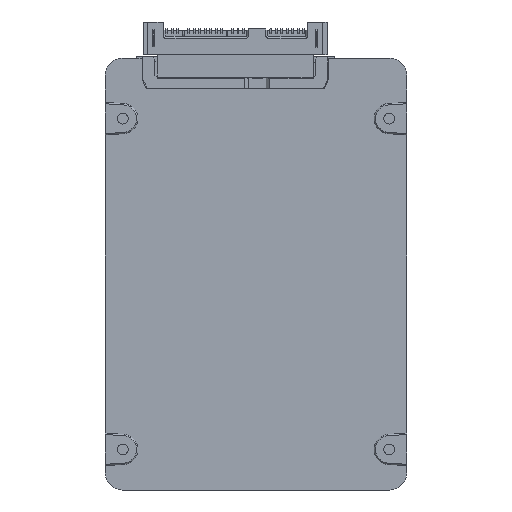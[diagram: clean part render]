
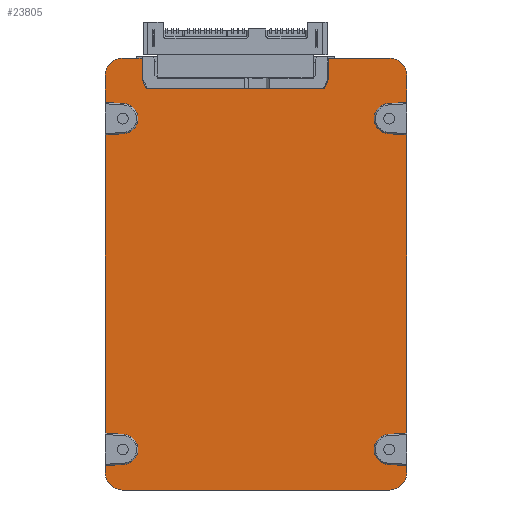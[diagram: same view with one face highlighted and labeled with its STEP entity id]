
A CAD part, front view. The second image highlights one B-rep face of the part: STEP entity #23805.
In plain terms, the highlighted planar face has unit normal (0, -1, 0).
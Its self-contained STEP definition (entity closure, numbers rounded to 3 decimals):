
#22654 = VERTEX_POINT('',#22655);
#22655 = CARTESIAN_POINT('',(30.925,-3.2,-50.));
#22669 = VERTEX_POINT('',#22670);
#22670 = CARTESIAN_POINT('',(34.925,-3.2,-46.));
#22676 = EDGE_CURVE('',#22654,#22669,#22677,.T.);
#22677 = CIRCLE('',#22678,4.);
#22678 = AXIS2_PLACEMENT_3D('',#22679,#22680,#22681);
#22679 = CARTESIAN_POINT('',(30.925,-3.2,-46.));
#22680 = DIRECTION('',(0.,-1.,0.));
#22681 = DIRECTION('',(0.,0.,-1.));
#22694 = VERTEX_POINT('',#22695);
#22695 = CARTESIAN_POINT('',(-30.925,-3.2,-50.));
#22708 = EDGE_CURVE('',#22694,#22654,#22709,.T.);
#22709 = LINE('',#22710,#22711);
#22710 = CARTESIAN_POINT('',(-30.925,-3.2,-50.));
#22711 = VECTOR('',#22712,1.);
#22712 = DIRECTION('',(1.,0.,0.));
#22725 = VERTEX_POINT('',#22726);
#22726 = CARTESIAN_POINT('',(-34.925,-3.2,-46.));
#22740 = EDGE_CURVE('',#22725,#22694,#22741,.T.);
#22741 = CIRCLE('',#22742,4.);
#22742 = AXIS2_PLACEMENT_3D('',#22743,#22744,#22745);
#22743 = CARTESIAN_POINT('',(-30.925,-3.2,-46.));
#22744 = DIRECTION('',(0.,-1.,0.));
#22745 = DIRECTION('',(0.,0.,-1.));
#22758 = VERTEX_POINT('',#22759);
#22759 = CARTESIAN_POINT('',(-34.925,-3.2,46.));
#22772 = EDGE_CURVE('',#22773,#22725,#22775,.T.);
#22773 = VERTEX_POINT('',#22774);
#22774 = CARTESIAN_POINT('',(-34.925,-3.2,-44.35));
#22775 = LINE('',#22776,#22777);
#22776 = CARTESIAN_POINT('',(-34.925,-3.2,46.));
#22777 = VECTOR('',#22778,1.);
#22778 = DIRECTION('',(0.,0.,-1.));
#22797 = VERTEX_POINT('',#22798);
#22798 = CARTESIAN_POINT('',(-34.925,-3.2,-36.85));
#22804 = EDGE_CURVE('',#22805,#22797,#22807,.T.);
#22805 = VERTEX_POINT('',#22806);
#22806 = CARTESIAN_POINT('',(-34.925,-3.2,32.25));
#22807 = LINE('',#22808,#22809);
#22808 = CARTESIAN_POINT('',(-34.925,-3.2,46.));
#22809 = VECTOR('',#22810,1.);
#22810 = DIRECTION('',(0.,0.,-1.));
#22829 = VERTEX_POINT('',#22830);
#22830 = CARTESIAN_POINT('',(-34.925,-3.2,39.75));
#22836 = EDGE_CURVE('',#22758,#22829,#22837,.T.);
#22837 = LINE('',#22838,#22839);
#22838 = CARTESIAN_POINT('',(-34.925,-3.2,46.));
#22839 = VECTOR('',#22840,1.);
#22840 = DIRECTION('',(0.,0.,-1.));
#22873 = VERTEX_POINT('',#22874);
#22874 = CARTESIAN_POINT('',(-30.925,-3.2,50.));
#22888 = EDGE_CURVE('',#22873,#22758,#22889,.T.);
#22889 = CIRCLE('',#22890,4.);
#22890 = AXIS2_PLACEMENT_3D('',#22891,#22892,#22893);
#22891 = CARTESIAN_POINT('',(-30.925,-3.2,46.));
#22892 = DIRECTION('',(0.,-1.,0.));
#22893 = DIRECTION('',(0.,0.,-1.));
#22914 = VERTEX_POINT('',#22915);
#22915 = CARTESIAN_POINT('',(16.78,-3.2,50.));
#22921 = EDGE_CURVE('',#22922,#22914,#22924,.T.);
#22922 = VERTEX_POINT('',#22923);
#22923 = CARTESIAN_POINT('',(30.925,-3.2,50.));
#22924 = LINE('',#22925,#22926);
#22925 = CARTESIAN_POINT('',(-30.925,-3.2,50.));
#22926 = VECTOR('',#22927,1.);
#22927 = DIRECTION('',(-1.,0.,0.));
#22944 = EDGE_CURVE('',#22945,#22873,#22947,.T.);
#22945 = VERTEX_POINT('',#22946);
#22946 = CARTESIAN_POINT('',(-26.38,-3.2,50.));
#22947 = LINE('',#22948,#22949);
#22948 = CARTESIAN_POINT('',(-30.925,-3.2,50.));
#22949 = VECTOR('',#22950,1.);
#22950 = DIRECTION('',(-1.,0.,0.));
#22999 = VERTEX_POINT('',#23000);
#23000 = CARTESIAN_POINT('',(34.925,-3.2,46.));
#23014 = EDGE_CURVE('',#22999,#22922,#23015,.T.);
#23015 = CIRCLE('',#23016,4.);
#23016 = AXIS2_PLACEMENT_3D('',#23017,#23018,#23019);
#23017 = CARTESIAN_POINT('',(30.925,-3.2,46.));
#23018 = DIRECTION('',(0.,-1.,0.));
#23019 = DIRECTION('',(0.,0.,-1.));
#23032 = EDGE_CURVE('',#23033,#22999,#23035,.T.);
#23033 = VERTEX_POINT('',#23034);
#23034 = CARTESIAN_POINT('',(34.925,-3.2,39.75));
#23035 = LINE('',#23036,#23037);
#23036 = CARTESIAN_POINT('',(34.925,-3.2,46.));
#23037 = VECTOR('',#23038,1.);
#23038 = DIRECTION('',(0.,0.,1.));
#23057 = VERTEX_POINT('',#23058);
#23058 = CARTESIAN_POINT('',(34.925,-3.2,32.25));
#23064 = EDGE_CURVE('',#23065,#23057,#23067,.T.);
#23065 = VERTEX_POINT('',#23066);
#23066 = CARTESIAN_POINT('',(34.925,-3.2,-36.85));
#23067 = LINE('',#23068,#23069);
#23068 = CARTESIAN_POINT('',(34.925,-3.2,46.));
#23069 = VECTOR('',#23070,1.);
#23070 = DIRECTION('',(0.,0.,1.));
#23089 = VERTEX_POINT('',#23090);
#23090 = CARTESIAN_POINT('',(34.925,-3.2,-44.35));
#23096 = EDGE_CURVE('',#22669,#23089,#23097,.T.);
#23097 = LINE('',#23098,#23099);
#23098 = CARTESIAN_POINT('',(34.925,-3.2,46.));
#23099 = VECTOR('',#23100,1.);
#23100 = DIRECTION('',(0.,0.,1.));
#23805 = ADVANCED_FACE('',(#23806),#23951,.T.);
#23806 = FACE_BOUND('',#23807,.T.);
#23807 = EDGE_LOOP('',(#23808,#23818,#23824,#23825,#23826,#23827,#23835,
    #23844,#23850,#23851,#23859,#23868,#23874,#23875,#23876,#23877,
    #23878,#23879,#23887,#23896,#23902,#23903,#23911,#23920,#23926,
    #23927,#23928,#23929,#23937,#23945));
#23808 = ORIENTED_EDGE('',*,*,#23809,.F.);
#23809 = EDGE_CURVE('',#23810,#23812,#23814,.T.);
#23810 = VERTEX_POINT('',#23811);
#23811 = CARTESIAN_POINT('',(-26.38,-3.2,45.));
#23812 = VERTEX_POINT('',#23813);
#23813 = CARTESIAN_POINT('',(-25.424,-3.2,42.95));
#23814 = LINE('',#23815,#23816);
#23815 = CARTESIAN_POINT('',(-26.38,-3.2,45.));
#23816 = VECTOR('',#23817,1.);
#23817 = DIRECTION('',(0.423,0.,-0.906));
#23818 = ORIENTED_EDGE('',*,*,#23819,.F.);
#23819 = EDGE_CURVE('',#22945,#23810,#23820,.T.);
#23820 = LINE('',#23821,#23822);
#23821 = CARTESIAN_POINT('',(-26.38,-3.2,0.));
#23822 = VECTOR('',#23823,1.);
#23823 = DIRECTION('',(0.,0.,-1.));
#23824 = ORIENTED_EDGE('',*,*,#22944,.T.);
#23825 = ORIENTED_EDGE('',*,*,#22888,.T.);
#23826 = ORIENTED_EDGE('',*,*,#22836,.T.);
#23827 = ORIENTED_EDGE('',*,*,#23828,.F.);
#23828 = EDGE_CURVE('',#23829,#22829,#23831,.T.);
#23829 = VERTEX_POINT('',#23830);
#23830 = CARTESIAN_POINT('',(-30.651,-3.2,39.494));
#23831 = LINE('',#23832,#23833);
#23832 = CARTESIAN_POINT('',(-30.651,-3.2,39.494));
#23833 = VECTOR('',#23834,1.);
#23834 = DIRECTION('',(-0.998,0.,0.06));
#23835 = ORIENTED_EDGE('',*,*,#23836,.F.);
#23836 = EDGE_CURVE('',#23837,#23829,#23839,.T.);
#23837 = VERTEX_POINT('',#23838);
#23838 = CARTESIAN_POINT('',(-30.651,-3.2,32.506));
#23839 = CIRCLE('',#23840,3.5);
#23840 = AXIS2_PLACEMENT_3D('',#23841,#23842,#23843);
#23841 = CARTESIAN_POINT('',(-30.86,-3.2,36.));
#23842 = DIRECTION('',(0.,-1.,0.));
#23843 = DIRECTION('',(0.,0.,1.));
#23844 = ORIENTED_EDGE('',*,*,#23845,.F.);
#23845 = EDGE_CURVE('',#22805,#23837,#23846,.T.);
#23846 = LINE('',#23847,#23848);
#23847 = CARTESIAN_POINT('',(-30.651,-3.2,32.506));
#23848 = VECTOR('',#23849,1.);
#23849 = DIRECTION('',(0.998,0.,0.06));
#23850 = ORIENTED_EDGE('',*,*,#22804,.T.);
#23851 = ORIENTED_EDGE('',*,*,#23852,.F.);
#23852 = EDGE_CURVE('',#23853,#22797,#23855,.T.);
#23853 = VERTEX_POINT('',#23854);
#23854 = CARTESIAN_POINT('',(-30.651,-3.2,-37.106));
#23855 = LINE('',#23856,#23857);
#23856 = CARTESIAN_POINT('',(-30.651,-3.2,-37.106));
#23857 = VECTOR('',#23858,1.);
#23858 = DIRECTION('',(-0.998,0.,0.06));
#23859 = ORIENTED_EDGE('',*,*,#23860,.F.);
#23860 = EDGE_CURVE('',#23861,#23853,#23863,.T.);
#23861 = VERTEX_POINT('',#23862);
#23862 = CARTESIAN_POINT('',(-30.651,-3.2,-44.094));
#23863 = CIRCLE('',#23864,3.5);
#23864 = AXIS2_PLACEMENT_3D('',#23865,#23866,#23867);
#23865 = CARTESIAN_POINT('',(-30.86,-3.2,-40.6));
#23866 = DIRECTION('',(0.,-1.,0.));
#23867 = DIRECTION('',(0.,0.,-1.));
#23868 = ORIENTED_EDGE('',*,*,#23869,.F.);
#23869 = EDGE_CURVE('',#22773,#23861,#23870,.T.);
#23870 = LINE('',#23871,#23872);
#23871 = CARTESIAN_POINT('',(-30.651,-3.2,-44.094));
#23872 = VECTOR('',#23873,1.);
#23873 = DIRECTION('',(0.998,0.,0.06));
#23874 = ORIENTED_EDGE('',*,*,#22772,.T.);
#23875 = ORIENTED_EDGE('',*,*,#22740,.T.);
#23876 = ORIENTED_EDGE('',*,*,#22708,.T.);
#23877 = ORIENTED_EDGE('',*,*,#22676,.T.);
#23878 = ORIENTED_EDGE('',*,*,#23096,.T.);
#23879 = ORIENTED_EDGE('',*,*,#23880,.F.);
#23880 = EDGE_CURVE('',#23881,#23089,#23883,.T.);
#23881 = VERTEX_POINT('',#23882);
#23882 = CARTESIAN_POINT('',(30.651,-3.2,-44.094));
#23883 = LINE('',#23884,#23885);
#23884 = CARTESIAN_POINT('',(30.651,-3.2,-44.094));
#23885 = VECTOR('',#23886,1.);
#23886 = DIRECTION('',(0.998,0.,-0.06));
#23887 = ORIENTED_EDGE('',*,*,#23888,.F.);
#23888 = EDGE_CURVE('',#23889,#23881,#23891,.T.);
#23889 = VERTEX_POINT('',#23890);
#23890 = CARTESIAN_POINT('',(30.651,-3.2,-37.106));
#23891 = CIRCLE('',#23892,3.5);
#23892 = AXIS2_PLACEMENT_3D('',#23893,#23894,#23895);
#23893 = CARTESIAN_POINT('',(30.86,-3.2,-40.6));
#23894 = DIRECTION('',(0.,-1.,0.));
#23895 = DIRECTION('',(0.,0.,1.));
#23896 = ORIENTED_EDGE('',*,*,#23897,.F.);
#23897 = EDGE_CURVE('',#23065,#23889,#23898,.T.);
#23898 = LINE('',#23899,#23900);
#23899 = CARTESIAN_POINT('',(30.651,-3.2,-37.106));
#23900 = VECTOR('',#23901,1.);
#23901 = DIRECTION('',(-0.998,0.,-0.06));
#23902 = ORIENTED_EDGE('',*,*,#23064,.T.);
#23903 = ORIENTED_EDGE('',*,*,#23904,.F.);
#23904 = EDGE_CURVE('',#23905,#23057,#23907,.T.);
#23905 = VERTEX_POINT('',#23906);
#23906 = CARTESIAN_POINT('',(30.651,-3.2,32.506));
#23907 = LINE('',#23908,#23909);
#23908 = CARTESIAN_POINT('',(30.651,-3.2,32.506));
#23909 = VECTOR('',#23910,1.);
#23910 = DIRECTION('',(0.998,0.,-0.06));
#23911 = ORIENTED_EDGE('',*,*,#23912,.F.);
#23912 = EDGE_CURVE('',#23913,#23905,#23915,.T.);
#23913 = VERTEX_POINT('',#23914);
#23914 = CARTESIAN_POINT('',(30.651,-3.2,39.494));
#23915 = CIRCLE('',#23916,3.5);
#23916 = AXIS2_PLACEMENT_3D('',#23917,#23918,#23919);
#23917 = CARTESIAN_POINT('',(30.86,-3.2,36.));
#23918 = DIRECTION('',(0.,-1.,0.));
#23919 = DIRECTION('',(0.,0.,-1.));
#23920 = ORIENTED_EDGE('',*,*,#23921,.F.);
#23921 = EDGE_CURVE('',#23033,#23913,#23922,.T.);
#23922 = LINE('',#23923,#23924);
#23923 = CARTESIAN_POINT('',(30.651,-3.2,39.494));
#23924 = VECTOR('',#23925,1.);
#23925 = DIRECTION('',(-0.998,0.,-0.06));
#23926 = ORIENTED_EDGE('',*,*,#23032,.T.);
#23927 = ORIENTED_EDGE('',*,*,#23014,.T.);
#23928 = ORIENTED_EDGE('',*,*,#22921,.T.);
#23929 = ORIENTED_EDGE('',*,*,#23930,.F.);
#23930 = EDGE_CURVE('',#23931,#22914,#23933,.T.);
#23931 = VERTEX_POINT('',#23932);
#23932 = CARTESIAN_POINT('',(16.78,-3.2,45.));
#23933 = LINE('',#23934,#23935);
#23934 = CARTESIAN_POINT('',(16.78,-3.2,0.));
#23935 = VECTOR('',#23936,1.);
#23936 = DIRECTION('',(0.,0.,1.));
#23937 = ORIENTED_EDGE('',*,*,#23938,.F.);
#23938 = EDGE_CURVE('',#23939,#23931,#23941,.T.);
#23939 = VERTEX_POINT('',#23940);
#23940 = CARTESIAN_POINT('',(15.824,-3.2,42.95));
#23941 = LINE('',#23942,#23943);
#23942 = CARTESIAN_POINT('',(16.78,-3.2,45.));
#23943 = VECTOR('',#23944,1.);
#23944 = DIRECTION('',(0.423,0.,0.906));
#23945 = ORIENTED_EDGE('',*,*,#23946,.F.);
#23946 = EDGE_CURVE('',#23812,#23939,#23947,.T.);
#23947 = LINE('',#23948,#23949);
#23948 = CARTESIAN_POINT('',(-25.424,-3.2,42.95));
#23949 = VECTOR('',#23950,1.);
#23950 = DIRECTION('',(1.,0.,0.));
#23951 = PLANE('',#23952);
#23952 = AXIS2_PLACEMENT_3D('',#23953,#23954,#23955);
#23953 = CARTESIAN_POINT('',(0.,-3.2,0.));
#23954 = DIRECTION('',(0.,-1.,0.));
#23955 = DIRECTION('',(0.,0.,-1.));
